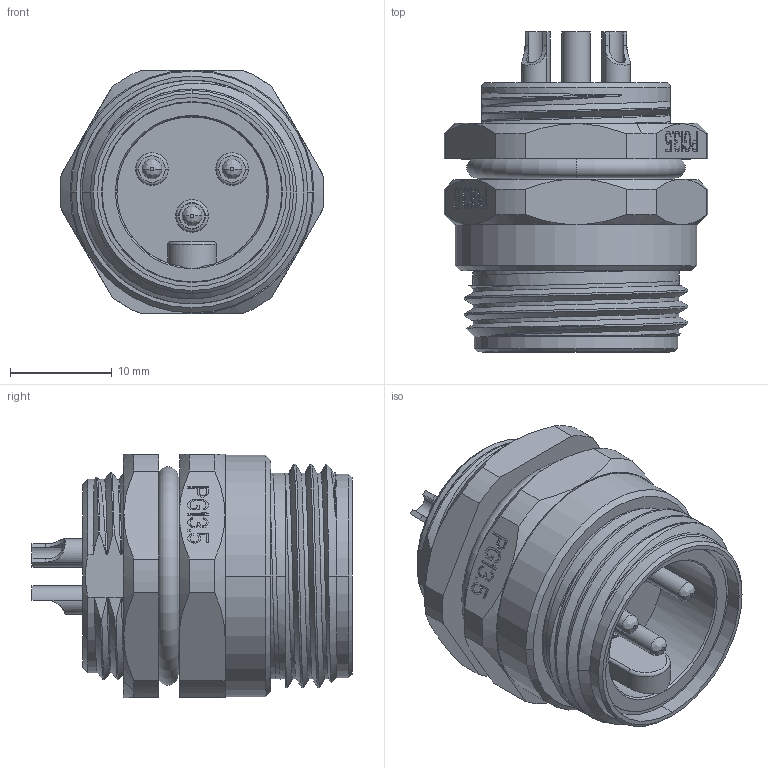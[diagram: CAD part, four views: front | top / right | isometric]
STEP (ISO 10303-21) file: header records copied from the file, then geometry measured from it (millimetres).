
FILE_DESCRIPTION((''),'2;1');
FILE_NAME('7_8-M03-BK-PG13_5_SW0001','2024-03-20T',('13288'),(''),'PRO/ENGINEER BY PARAMETRIC TECHNOLOGY CORPORATION, 2012480','PRO/ENGINEER BY PARAMETRIC TECHNOLOGY CORPORATION, 2012480','');
FILE_SCHEMA(('CONFIG_CONTROL_DESIGN'));
Length unit declared in the file: inch
Products named in the file (1): 7_8-M03-BK-PG13_5_SW0001
Bounding box: 25.98 x 31.5 x 24 mm (x, y, z)
Volume: 8912.6 mm3; surface area: 6136.8 mm2
Topology: 1 solids, 1 shells, 589 faces, 1676 edges, 1089 vertices
Faces by surface type: plane 414, cylinder 77, bspline 59, cone 29, torus 10
Entity records: 23915 total; most frequent: CARTESIAN_POINT 8999, ORIENTED_EDGE 3340, DIRECTION 2695, EDGE_CURVE 1670, VECTOR 1277, LINE 1277, VERTEX_POINT 1089, AXIS2_PLACEMENT_3D 709
